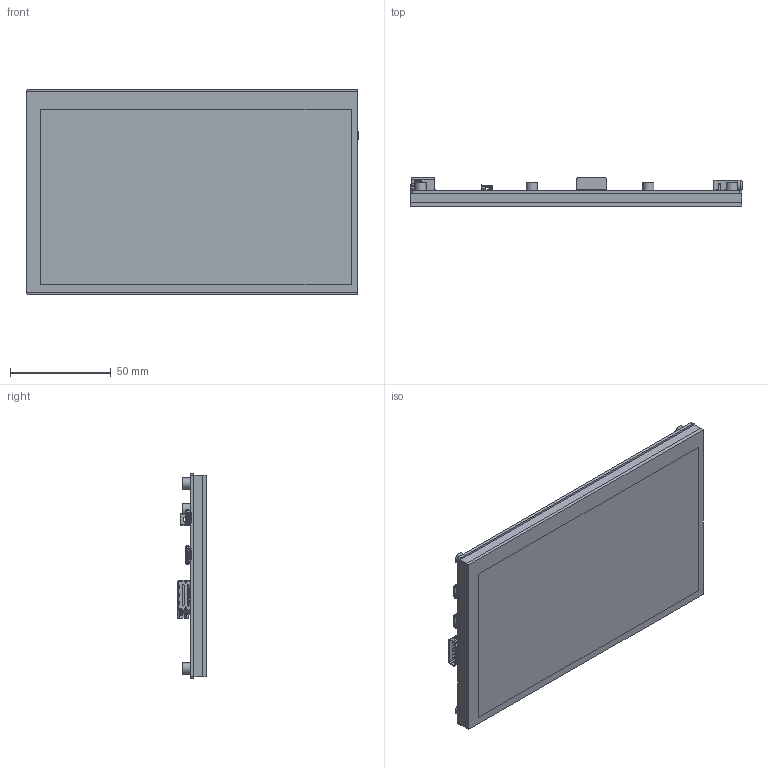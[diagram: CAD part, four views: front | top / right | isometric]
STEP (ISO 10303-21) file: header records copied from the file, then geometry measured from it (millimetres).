
FILE_DESCRIPTION(/* description */ (''),/* implementation_level */ '2;1');
FILE_NAME(/* name */ 'P10600HDMI070_P02.stp',/* time_stamp */ '2022-05-23T16:53:59-03:00',/* author */ ('Reservaa'),/* organization */ (''),/* preprocessor_version */ 'ST-DEVELOPER v18.1',/* originating_system */ 'Autodesk Inventor 2022',/* authorisation */ '');
FILE_SCHEMA (('AUTOMOTIVE_DESIGN { 1 0 10303 214 3 1 1 }'));
Products named in the file (9): Assembly7; placa; tela; vidro tela hdmi 7; vidro1; vidro2; AB2_USB_MICRO_SMD; conector hdmi; PJ320A
Assembly tree (11 placements, depth 3):
  Assembly7
    placa
    tela
    vidro tela hdmi 7
      vidro1
      vidro2
    AB2_USB_MICRO_SMD  x3
    conector hdmi  x2
    PJ320A
Bounding box: 165.13 x 14.25 x 102 mm (x, y, z)
Volume: 130928.5 mm3; surface area: 109925.1 mm2
Topology: 18 solids, 18 shells, 4610 faces, 11616 edges, 7038 vertices
Faces by surface type: plane 4226, cylinder 326, bspline 52, sphere 5, torus 1
Full cylindrical faces by diameter (mm): 1.346 x16, 1.5 x2, 2.013 x16, 2.5 x1, 3 x1, 3.6 x1, 5 x1, 5.5 x8
Entity records: 80379 total; most frequent: CARTESIAN_POINT 32248, ORIENTED_EDGE 9910, DIRECTION 8832, EDGE_CURVE 4955, LINE 4284, VECTOR 4284, VERTEX_POINT 3058, AXIS2_PLACEMENT_3D 2274
